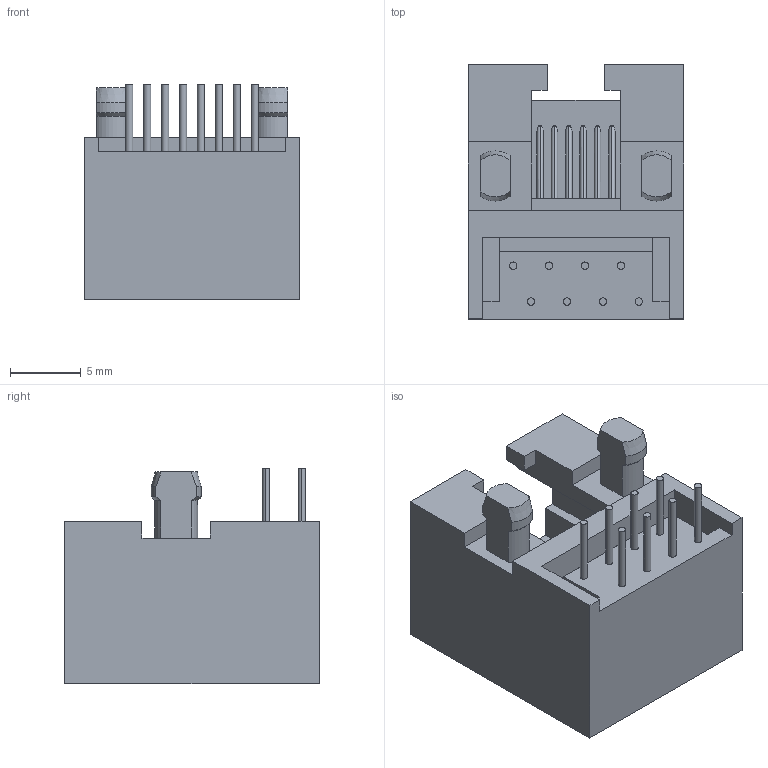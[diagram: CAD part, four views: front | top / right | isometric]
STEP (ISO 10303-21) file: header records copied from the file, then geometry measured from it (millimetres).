
FILE_DESCRIPTION((''),'2;1');
FILE_NAME('54601-908WPLF','2011-06-22T',('msriniva'),('FCI - CDC Division'),'PRO/ENGINEER BY PARAMETRIC TECHNOLOGY CORPORATION, 2008250','PRO/ENGINEER BY PARAMETRIC TECHNOLOGY CORPORATION, 2008250','');
FILE_SCHEMA(('CONFIG_CONTROL_DESIGN'));
Length unit declared in the file: millimetre
Products named in the file (1): 54601-908WPLF
Bounding box: 15.24 x 18 x 15.25 mm (x, y, z)
Volume: 1922.1 mm3; surface area: 2108.7 mm2
Topology: 1 solids, 1 shells, 132 faces, 358 edges, 238 vertices
Faces by surface type: plane 76, cylinder 40, cone 8, torus 8
Entity records: 4700 total; most frequent: CARTESIAN_POINT 1336, ORIENTED_EDGE 716, DIRECTION 634, EDGE_CURVE 358, VERTEX_POINT 238, VECTOR 234, LINE 234, AXIS2_PLACEMENT_3D 200
